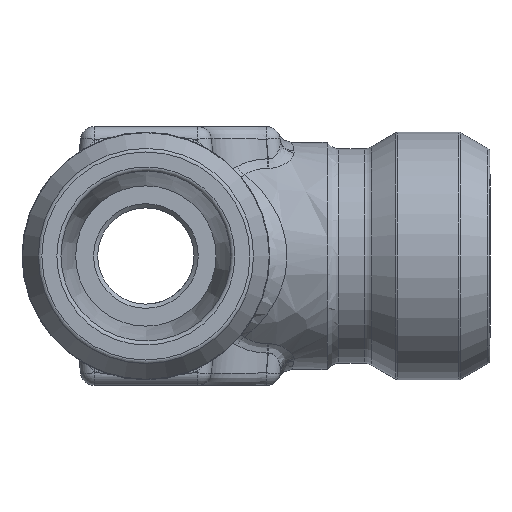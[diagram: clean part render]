
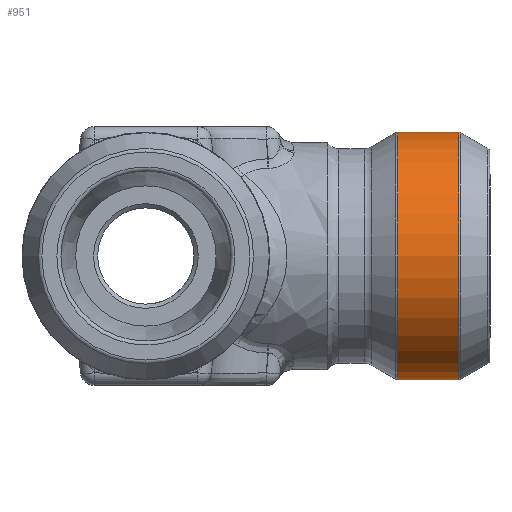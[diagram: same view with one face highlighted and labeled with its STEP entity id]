
A CAD part, left-side view. The second image highlights one B-rep face of the part: STEP entity #951.
In plain terms, the highlighted cylindrical face has radius 9 mm (diameter 18 mm), a full revolution.
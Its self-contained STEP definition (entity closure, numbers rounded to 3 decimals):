
#195=CYLINDRICAL_SURFACE('',#4544,9.);
#951=ADVANCED_FACE('',(#1312,#1313),#195,.T.);
#1226=CIRCLE('',#4542,9.);
#1227=CIRCLE('',#4543,9.);
#1312=FACE_BOUND('',#1638,.T.);
#1313=FACE_BOUND('',#1639,.T.);
#1638=EDGE_LOOP('',(#2831));
#1639=EDGE_LOOP('',(#2832));
#2831=ORIENTED_EDGE('',*,*,#3822,.T.);
#2832=ORIENTED_EDGE('',*,*,#3823,.T.);
#3234=VERTEX_POINT('',#8828);
#3235=VERTEX_POINT('',#8830);
#3822=EDGE_CURVE('',#3234,#3234,#1226,.T.);
#3823=EDGE_CURVE('',#3235,#3235,#1227,.T.);
#4542=AXIS2_PLACEMENT_3D('',#8827,#5454,#5455);
#4543=AXIS2_PLACEMENT_3D('',#8829,#5456,#5457);
#4544=AXIS2_PLACEMENT_3D('',#8831,#5458,#5459);
#5454=DIRECTION('',(0.,-1.,0.));
#5455=DIRECTION('',(-1.,0.,0.));
#5456=DIRECTION('',(0.,1.,0.));
#5457=DIRECTION('',(-1.,0.,0.));
#5458=DIRECTION('',(0.,1.,0.));
#5459=DIRECTION('',(-1.,0.,0.));
#8827=CARTESIAN_POINT('',(0.,-18.309,0.));
#8828=CARTESIAN_POINT('',(-9.,-18.309,0.));
#8829=CARTESIAN_POINT('',(0.,-22.72,0.));
#8830=CARTESIAN_POINT('',(-9.,-22.72,0.));
#8831=CARTESIAN_POINT('',(0.,-25.,0.));
